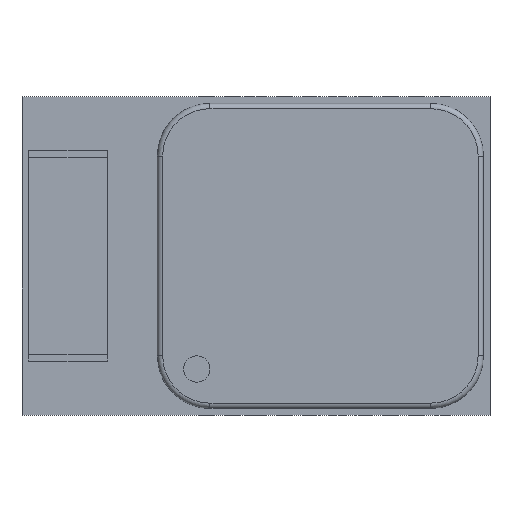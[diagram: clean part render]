
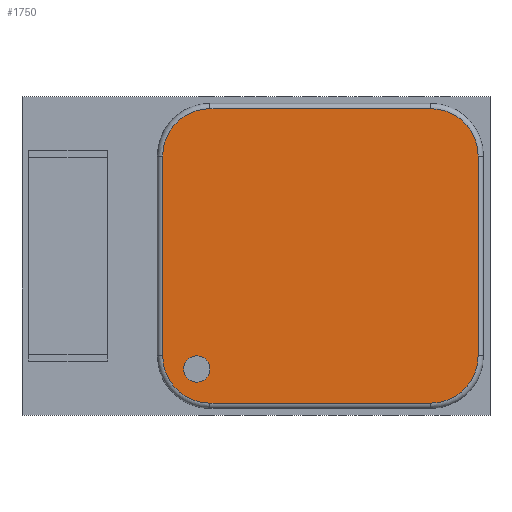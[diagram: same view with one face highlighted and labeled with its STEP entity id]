
A CAD part, top view. The second image highlights one B-rep face of the part: STEP entity #1750.
In plain terms, the highlighted planar face has unit normal (0, 0, 1).
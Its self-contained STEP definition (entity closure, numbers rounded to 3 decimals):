
#1217=CARTESIAN_POINT('',(-4.35,-4.3,2.0));
#1218=VERTEX_POINT('',#1217);
#1227=CARTESIAN_POINT('',(-5.35,-4.3,2.));
#1228=VERTEX_POINT('',#1227);
#1229=CARTESIAN_POINT('',(-4.85,-4.3,2.));
#1230=DIRECTION('',(0.0,0.0,-1.0));
#1231=DIRECTION('',(1.0,0.0,0.0));
#1232=AXIS2_PLACEMENT_3D('',#1229,#1230,#1231);
#1233=CIRCLE('',#1232,0.5);
#1234=EDGE_CURVE('',#1228,#1218,#1233,.T.);
#1261=CARTESIAN_POINT('',(-6.15,3.8,2.0));
#1262=VERTEX_POINT('',#1261);
#1270=CARTESIAN_POINT('',(-4.35,5.6,2.0));
#1271=VERTEX_POINT('',#1270);
#1272=CARTESIAN_POINT('',(-4.35,3.8,2.0));
#1273=DIRECTION('',(0.0,0.0,-1.));
#1274=DIRECTION('',(-0.707,0.707,0.0));
#1275=AXIS2_PLACEMENT_3D('',#1272,#1273,#1274);
#1276=CIRCLE('',#1275,1.8);
#1277=EDGE_CURVE('',#1262,#1271,#1276,.T.);
#1303=CARTESIAN_POINT('',(-6.15,-3.8,2.0));
#1304=VERTEX_POINT('',#1303);
#1323=CARTESIAN_POINT('',(-4.35,-5.6,2.0));
#1324=VERTEX_POINT('',#1323);
#1332=CARTESIAN_POINT('',(-4.35,-3.8,2.0));
#1333=DIRECTION('',(0.0,0.0,-1.0));
#1334=DIRECTION('',(-0.707,-0.707,0.0));
#1335=AXIS2_PLACEMENT_3D('',#1332,#1333,#1334);
#1336=CIRCLE('',#1335,1.8);
#1337=EDGE_CURVE('',#1324,#1304,#1336,.T.);
#1562=CARTESIAN_POINT('',(-6.15,-3.8,2.0));
#1563=DIRECTION('',(0.0,1.0,0.0));
#1564=VECTOR('',#1563,7.6);
#1565=LINE('',#1562,#1564);
#1566=EDGE_CURVE('',#1304,#1262,#1565,.T.);
#1592=CARTESIAN_POINT('',(-4.85,-4.3,2.));
#1593=DIRECTION('',(0.0,0.0,-1.0));
#1594=DIRECTION('',(1.0,0.0,0.0));
#1595=AXIS2_PLACEMENT_3D('',#1592,#1593,#1594);
#1596=CIRCLE('',#1595,0.5);
#1597=EDGE_CURVE('',#1218,#1228,#1596,.T.);
#1617=CARTESIAN_POINT('',(5.85,-3.8,2.0));
#1618=VERTEX_POINT('',#1617);
#1627=CARTESIAN_POINT('',(5.85,3.8,2.0));
#1628=VERTEX_POINT('',#1627);
#1636=CARTESIAN_POINT('',(5.85,3.8,2.0));
#1637=DIRECTION('',(0.0,-1.0,0.0));
#1638=VECTOR('',#1637,7.6);
#1639=LINE('',#1636,#1638);
#1640=EDGE_CURVE('',#1628,#1618,#1639,.T.);
#1650=CARTESIAN_POINT('',(4.05,-5.6,2.0));
#1651=VERTEX_POINT('',#1650);
#1661=CARTESIAN_POINT('',(4.05,-3.8,2.0));
#1662=DIRECTION('',(0.0,0.0,-1.0));
#1663=DIRECTION('',(0.707,-0.707,0.0));
#1664=AXIS2_PLACEMENT_3D('',#1661,#1662,#1663);
#1665=CIRCLE('',#1664,1.8);
#1666=EDGE_CURVE('',#1618,#1651,#1665,.T.);
#1676=CARTESIAN_POINT('',(4.05,5.6,2.0));
#1677=VERTEX_POINT('',#1676);
#1685=CARTESIAN_POINT('',(4.05,3.8,2.0));
#1686=DIRECTION('',(0.0,0.0,-1.0));
#1687=DIRECTION('',(0.707,0.707,0.0));
#1688=AXIS2_PLACEMENT_3D('',#1685,#1686,#1687);
#1689=CIRCLE('',#1688,1.8);
#1690=EDGE_CURVE('',#1677,#1628,#1689,.T.);
#1705=CARTESIAN_POINT('',(4.05,-5.6,2.0));
#1706=DIRECTION('',(-1.0,0.0,0.0));
#1707=VECTOR('',#1706,8.4);
#1708=LINE('',#1705,#1707);
#1709=EDGE_CURVE('',#1651,#1324,#1708,.T.);
#1720=CARTESIAN_POINT('',(-4.35,5.6,2.0));
#1721=DIRECTION('',(1.0,0.0,0.0));
#1722=VECTOR('',#1721,8.4);
#1723=LINE('',#1720,#1722);
#1724=EDGE_CURVE('',#1271,#1677,#1723,.T.);
#1731=CARTESIAN_POINT('',(-0.15,0.,2.0));
#1732=DIRECTION('',(0.0,0.0,1.0));
#1733=DIRECTION('',(0.0,1.0,0.0));
#1734=AXIS2_PLACEMENT_3D('',#1731,#1732,#1733);
#1735=PLANE('',#1734);
#1736=ORIENTED_EDGE('',*,*,#1640,.F.);
#1737=ORIENTED_EDGE('',*,*,#1690,.F.);
#1738=ORIENTED_EDGE('',*,*,#1724,.F.);
#1739=ORIENTED_EDGE('',*,*,#1277,.F.);
#1740=ORIENTED_EDGE('',*,*,#1566,.F.);
#1741=ORIENTED_EDGE('',*,*,#1337,.F.);
#1742=ORIENTED_EDGE('',*,*,#1709,.F.);
#1743=ORIENTED_EDGE('',*,*,#1666,.F.);
#1744=EDGE_LOOP('',(#1736,#1737,#1738,#1739,#1740,#1741,#1742,#1743));
#1745=FACE_OUTER_BOUND('',#1744,.T.);
#1746=ORIENTED_EDGE('',*,*,#1597,.T.);
#1747=ORIENTED_EDGE('',*,*,#1234,.T.);
#1748=EDGE_LOOP('',(#1746,#1747));
#1749=FACE_BOUND('',#1748,.T.);
#1750=ADVANCED_FACE('',(#1745,#1749),#1735,.T.);
